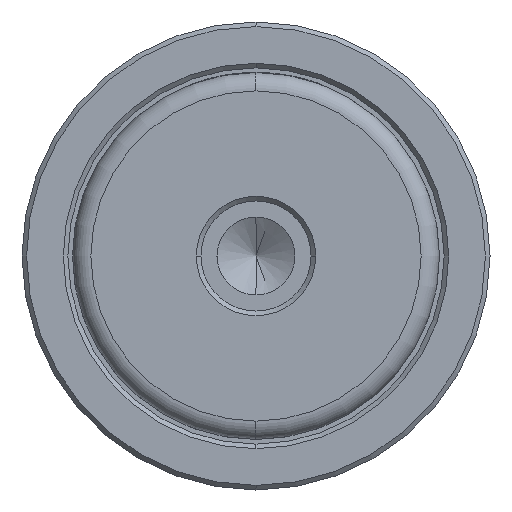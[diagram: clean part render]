
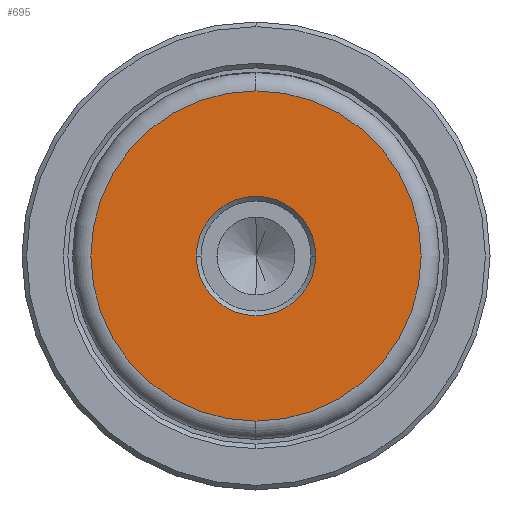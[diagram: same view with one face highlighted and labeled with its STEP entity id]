
A CAD part, left-side view. The second image highlights one B-rep face of the part: STEP entity #695.
In plain terms, the highlighted planar face has unit normal (-1, 0, 0).
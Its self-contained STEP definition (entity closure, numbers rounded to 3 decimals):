
#38 = CIRCLE ( 'NONE', #335, 6.5 ) ;
#139 = CIRCLE ( 'NONE', #2537, 6.5 ) ;
#143 = DIRECTION ( 'NONE',  ( 1., 0., 0. ) ) ;
#174 = DIRECTION ( 'NONE',  ( 0., 0., 1. ) ) ;
#295 = FACE_OUTER_BOUND ( 'NONE', #1800, .T. ) ;
#303 = DIRECTION ( 'NONE',  ( -1., 0., 0. ) ) ;
#335 = AXIS2_PLACEMENT_3D ( 'NONE', #2542, #1355, #174 ) ;
#353 = ORIENTED_EDGE ( 'NONE', *, *, #2085, .T. ) ;
#440 = DIRECTION ( 'NONE',  ( -1., 0., 0. ) ) ;
#500 = CIRCLE ( 'NONE', #1514, 17.997 ) ;
#569 = VERTEX_POINT ( 'NONE', #872 ) ;
#652 = ORIENTED_EDGE ( 'NONE', *, *, #2525, .T. ) ;
#695 = ADVANCED_FACE ( 'NONE', ( #742, #295 ), #2089, .T. ) ;
#742 = FACE_BOUND ( 'NONE', #1691, .T. ) ;
#872 = CARTESIAN_POINT ( 'NONE',  ( 0., -6.5, 0. ) ) ;
#1003 = DIRECTION ( 'NONE',  ( 0., 0., 1. ) ) ;
#1033 = DIRECTION ( 'NONE',  ( -1., 0., 0. ) ) ;
#1091 = VERTEX_POINT ( 'NONE', #2013 ) ;
#1189 = VERTEX_POINT ( 'NONE', #1467 ) ;
#1289 = ORIENTED_EDGE ( 'NONE', *, *, #1573, .T. ) ;
#1315 = CARTESIAN_POINT ( 'NONE',  ( 0., 0., 0. ) ) ;
#1355 = DIRECTION ( 'NONE',  ( 1., 0., 0. ) ) ;
#1356 = CIRCLE ( 'NONE', #2048, 17.997 ) ;
#1467 = CARTESIAN_POINT ( 'NONE',  ( 0., 0., -17.997 ) ) ;
#1514 = AXIS2_PLACEMENT_3D ( 'NONE', #1631, #440, #1817 ) ;
#1527 = DIRECTION ( 'NONE',  ( 0., 0., 1. ) ) ;
#1573 = EDGE_CURVE ( 'NONE', #1091, #569, #38, .T. ) ;
#1622 = ORIENTED_EDGE ( 'NONE', *, *, #2529, .T. ) ;
#1631 = CARTESIAN_POINT ( 'NONE',  ( 0., 0., 0. ) ) ;
#1691 = EDGE_LOOP ( 'NONE', ( #353, #1289 ) ) ;
#1715 = VERTEX_POINT ( 'NONE', #2005 ) ;
#1800 = EDGE_LOOP ( 'NONE', ( #1622, #652 ) ) ;
#1817 = DIRECTION ( 'NONE',  ( 0., 0., 1. ) ) ;
#1844 = AXIS2_PLACEMENT_3D ( 'NONE', #2282, #303, #1003 ) ;
#2005 = CARTESIAN_POINT ( 'NONE',  ( 0., 0., 17.997 ) ) ;
#2013 = CARTESIAN_POINT ( 'NONE',  ( 0., 6.5, 0. ) ) ;
#2048 = AXIS2_PLACEMENT_3D ( 'NONE', #2225, #1033, #2423 ) ;
#2085 = EDGE_CURVE ( 'NONE', #569, #1091, #139, .T. ) ;
#2089 = PLANE ( 'NONE',  #1844 ) ;
#2225 = CARTESIAN_POINT ( 'NONE',  ( 0., 0., 0. ) ) ;
#2282 = CARTESIAN_POINT ( 'NONE',  ( 0., 0., 0. ) ) ;
#2423 = DIRECTION ( 'NONE',  ( 0., 0., 1. ) ) ;
#2525 = EDGE_CURVE ( 'NONE', #1189, #1715, #500, .T. ) ;
#2529 = EDGE_CURVE ( 'NONE', #1715, #1189, #1356, .T. ) ;
#2537 = AXIS2_PLACEMENT_3D ( 'NONE', #1315, #143, #1527 ) ;
#2542 = CARTESIAN_POINT ( 'NONE',  ( 0., 0., 0. ) ) ;
